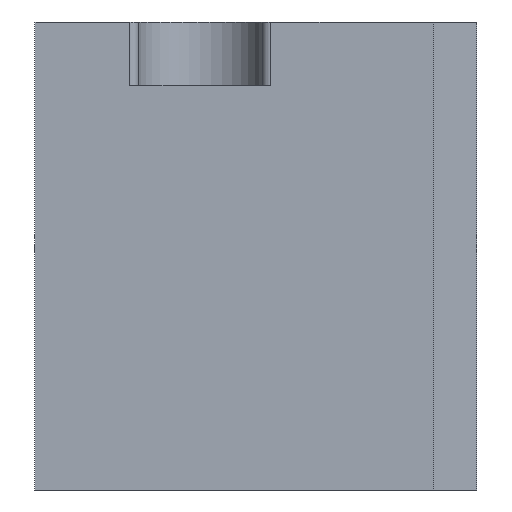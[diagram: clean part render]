
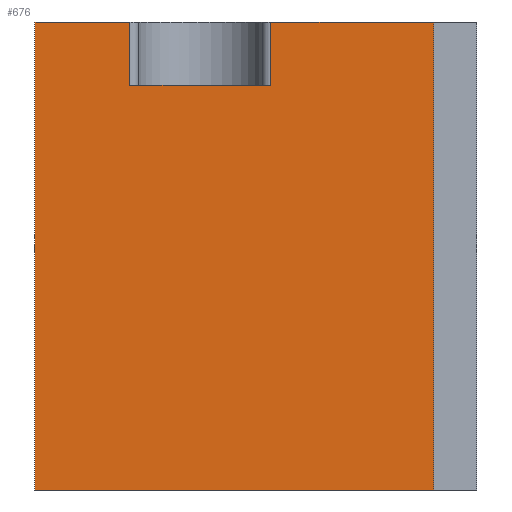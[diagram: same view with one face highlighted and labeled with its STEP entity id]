
A CAD part, left-side view. The second image highlights one B-rep face of the part: STEP entity #676.
In plain terms, the highlighted planar face has unit normal (-1, 0, 0).
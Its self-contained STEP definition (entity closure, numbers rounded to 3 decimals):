
#36=PLANE('',#742);
#56=FACE_OUTER_BOUND('',#96,.T.);
#96=EDGE_LOOP('',(#501,#502,#503,#504,#505,#506,#507,#508));
#146=LINE('',#1037,#204);
#147=LINE('',#1045,#205);
#153=LINE('',#1069,#211);
#156=LINE('',#1080,#214);
#157=LINE('',#1083,#215);
#158=LINE('',#1085,#216);
#159=LINE('',#1086,#217);
#160=LINE('',#1087,#218);
#204=VECTOR('',#820,10.);
#205=VECTOR('',#827,10.);
#211=VECTOR('',#849,10.);
#214=VECTOR('',#862,10.);
#215=VECTOR('',#865,10.);
#216=VECTOR('',#866,10.);
#217=VECTOR('',#867,10.);
#218=VECTOR('',#868,10.);
#304=VERTEX_POINT('',#1034);
#305=VERTEX_POINT('',#1036);
#308=VERTEX_POINT('',#1042);
#309=VERTEX_POINT('',#1044);
#319=VERTEX_POINT('',#1068);
#322=VERTEX_POINT('',#1078);
#323=VERTEX_POINT('',#1082);
#324=VERTEX_POINT('',#1084);
#370=EDGE_CURVE('',#304,#305,#146,.T.);
#374=EDGE_CURVE('',#308,#309,#147,.T.);
#386=EDGE_CURVE('',#305,#319,#153,.T.);
#392=EDGE_CURVE('',#322,#308,#156,.T.);
#393=EDGE_CURVE('',#323,#304,#157,.T.);
#394=EDGE_CURVE('',#324,#323,#158,.T.);
#395=EDGE_CURVE('',#309,#324,#159,.T.);
#396=EDGE_CURVE('',#322,#319,#160,.T.);
#501=ORIENTED_EDGE('',*,*,#386,.F.);
#502=ORIENTED_EDGE('',*,*,#370,.F.);
#503=ORIENTED_EDGE('',*,*,#393,.F.);
#504=ORIENTED_EDGE('',*,*,#394,.F.);
#505=ORIENTED_EDGE('',*,*,#395,.F.);
#506=ORIENTED_EDGE('',*,*,#374,.F.);
#507=ORIENTED_EDGE('',*,*,#392,.F.);
#508=ORIENTED_EDGE('',*,*,#396,.T.);
#676=ADVANCED_FACE('',(#56),#36,.F.);
#742=AXIS2_PLACEMENT_3D('',#1081,#863,#864);
#820=DIRECTION('',(0.,-1.,0.));
#827=DIRECTION('',(0.,-1.,0.));
#849=DIRECTION('',(0.,0.,-1.));
#862=DIRECTION('',(0.,0.,1.));
#863=DIRECTION('center_axis',(1.,0.,0.));
#864=DIRECTION('ref_axis',(0.,0.,1.));
#865=DIRECTION('',(0.,0.,1.));
#866=DIRECTION('',(0.,1.,0.));
#867=DIRECTION('',(0.,0.,-1.));
#868=DIRECTION('',(0.,1.,0.));
#1034=CARTESIAN_POINT('',(102.,89.282,543.72));
#1036=CARTESIAN_POINT('',(102.,83.813,543.72));
#1037=CARTESIAN_POINT('',(102.,76.282,543.72));
#1042=CARTESIAN_POINT('',(102.,75.683,543.72));
#1044=CARTESIAN_POINT('',(102.,66.282,543.72));
#1045=CARTESIAN_POINT('',(102.,76.282,543.72));
#1068=CARTESIAN_POINT('',(102.,83.813,540.07));
#1069=CARTESIAN_POINT('',(102.,83.813,543.82));
#1078=CARTESIAN_POINT('',(102.,75.683,540.07));
#1080=CARTESIAN_POINT('',(102.,75.683,543.82));
#1081=CARTESIAN_POINT('Origin',(102.,182.9,457.242));
#1082=CARTESIAN_POINT('',(102.,89.282,516.72));
#1083=CARTESIAN_POINT('',(102.,89.282,524.345));
#1084=CARTESIAN_POINT('',(102.,66.282,516.72));
#1085=CARTESIAN_POINT('',(102.,135.841,516.72));
#1086=CARTESIAN_POINT('',(102.,66.282,493.731));
#1087=CARTESIAN_POINT('',(102.,131.324,540.07));
